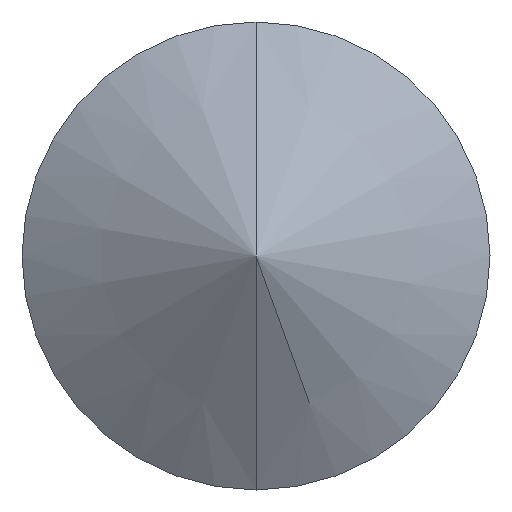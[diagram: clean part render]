
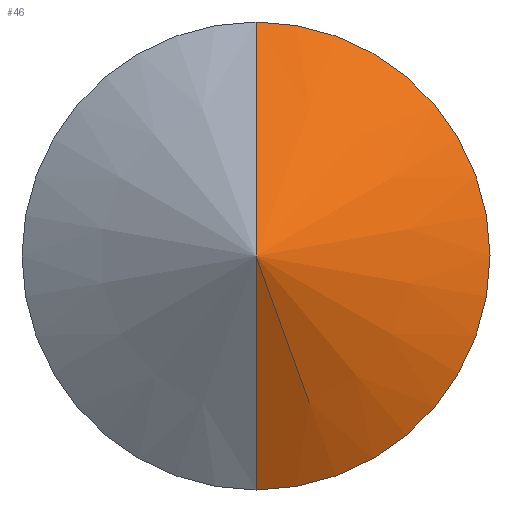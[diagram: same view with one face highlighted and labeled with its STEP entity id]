
A CAD part, front view. The second image highlights one B-rep face of the part: STEP entity #46.
In plain terms, the highlighted conical face has half-angle 60 degrees and reference radius 1732.05 mm.
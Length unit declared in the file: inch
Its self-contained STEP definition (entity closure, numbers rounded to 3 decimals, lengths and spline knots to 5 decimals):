
#10 = DIRECTION ( 'NONE',  ( 0., 1., 0. ) ) ;
#28 = CONICAL_SURFACE ( 'NONE', #309, 68.19098, 1.047 ) ;
#33 = VERTEX_POINT ( 'NONE', #277 ) ;
#39 = DIRECTION ( 'NONE',  ( 0., 0.5, -0.866 ) ) ;
#44 = FACE_OUTER_BOUND ( 'NONE', #263, .T. ) ;
#46 = ADVANCED_FACE ( 'NONE', ( #44 ), #28, .T. ) ;
#60 = ORIENTED_EDGE ( 'NONE', *, *, #299, .T. ) ;
#68 = DIRECTION ( 'NONE',  ( 0., -1., 0. ) ) ;
#115 = DIRECTION ( 'NONE',  ( 0., 0., -1. ) ) ;
#117 = LINE ( 'NONE', #142, #176 ) ;
#127 = ORIENTED_EDGE ( 'NONE', *, *, #291, .T. ) ;
#142 = CARTESIAN_POINT ( 'NONE',  ( 0., 0., 0. ) ) ;
#144 = CARTESIAN_POINT ( 'NONE',  ( 0., 39.37008, 0. ) ) ;
#146 = EDGE_CURVE ( 'NONE', #33, #260, #262, .T. ) ;
#155 = CARTESIAN_POINT ( 'NONE',  ( 0., 0., 0. ) ) ;
#168 = CARTESIAN_POINT ( 'NONE',  ( 0., 0.14434, 0.25 ) ) ;
#176 = VECTOR ( 'NONE', #39, 39.37008 ) ;
#215 = CARTESIAN_POINT ( 'NONE',  ( 0., 0.14434, -0.25 ) ) ;
#219 = CARTESIAN_POINT ( 'NONE',  ( 0., 0.14434, 0. ) ) ;
#253 = DIRECTION ( 'NONE',  ( 0., 0., 1. ) ) ;
#259 = DIRECTION ( 'NONE',  ( 0., 0.5, 0.866 ) ) ;
#260 = VERTEX_POINT ( 'NONE', #168 ) ;
#262 = LINE ( 'NONE', #155, #350 ) ;
#263 = EDGE_LOOP ( 'NONE', ( #345, #60, #127 ) ) ;
#277 = CARTESIAN_POINT ( 'NONE',  ( 0., 0., 0. ) ) ;
#288 = VERTEX_POINT ( 'NONE', #215 ) ;
#291 = EDGE_CURVE ( 'NONE', #288, #260, #293, .T. ) ;
#293 = CIRCLE ( 'NONE', #304, 0.25 ) ;
#299 = EDGE_CURVE ( 'NONE', #33, #288, #117, .T. ) ;
#304 = AXIS2_PLACEMENT_3D ( 'NONE', #219, #68, #115 ) ;
#309 = AXIS2_PLACEMENT_3D ( 'NONE', #144, #10, #253 ) ;
#345 = ORIENTED_EDGE ( 'NONE', *, *, #146, .F. ) ;
#350 = VECTOR ( 'NONE', #259, 39.37008 ) ;
